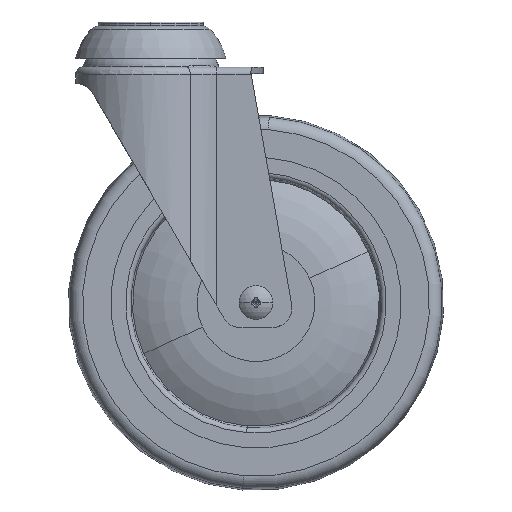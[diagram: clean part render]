
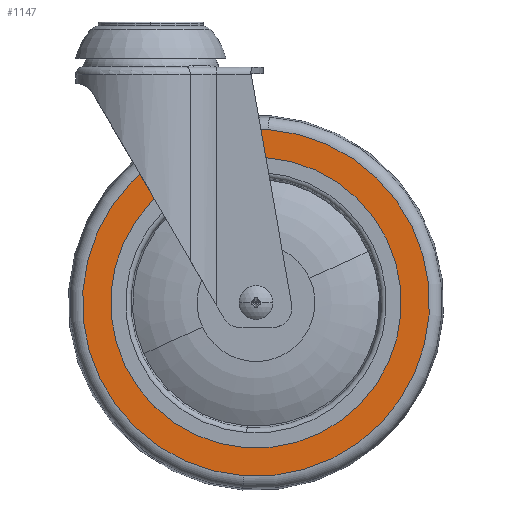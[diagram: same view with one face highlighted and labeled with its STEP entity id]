
A CAD part, top view. The second image highlights one B-rep face of the part: STEP entity #1147.
In plain terms, the highlighted planar face has unit normal (0, 0, 1).
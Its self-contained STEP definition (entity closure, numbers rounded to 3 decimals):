
#340 = ORIENTED_EDGE ( 'NONE', *, *, #3096, .T. ) ;
#426 = EDGE_CURVE ( 'NONE', #916, #6303, #6346, .T. ) ;
#606 = CARTESIAN_POINT ( 'NONE',  ( 42., -112., 15. ) ) ;
#659 = AXIS2_PLACEMENT_3D ( 'NONE', #3777, #10172, #6584 ) ;
#916 = VERTEX_POINT ( 'NONE', #4092 ) ;
#1025 = AXIS2_PLACEMENT_3D ( 'NONE', #2158, #1061, #10400 ) ;
#1061 = DIRECTION ( 'NONE',  ( 0., 0., -1. ) ) ;
#1072 = ORIENTED_EDGE ( 'NONE', *, *, #6141, .T. ) ;
#1147 = ADVANCED_FACE ( 'NONE', ( #3655, #7048 ), #4877, .F. ) ;
#1619 = DIRECTION ( 'NONE',  ( 0.071, 0.997, 0. ) ) ;
#1865 = EDGE_LOOP ( 'NONE', ( #8825, #1072 ) ) ;
#2158 = CARTESIAN_POINT ( 'NONE',  ( 79.406, -114.659, 15. ) ) ;
#2851 = VERTEX_POINT ( 'NONE', #3418 ) ;
#3096 = EDGE_CURVE ( 'NONE', #2851, #7957, #9171, .T. ) ;
#3397 = DIRECTION ( 'NONE',  ( 0., 0., 1. ) ) ;
#3418 = CARTESIAN_POINT ( 'NONE',  ( 46.113, -54.146, 15. ) ) ;
#3655 = FACE_OUTER_BOUND ( 'NONE', #1865, .T. ) ;
#3702 = AXIS2_PLACEMENT_3D ( 'NONE', #5621, #3397, #5115 ) ;
#3753 = DIRECTION ( 'NONE',  ( 0.071, 0.997, 0. ) ) ;
#3777 = CARTESIAN_POINT ( 'NONE',  ( 42., -112., 15. ) ) ;
#4003 = AXIS2_PLACEMENT_3D ( 'NONE', #9371, #11200, #3753 ) ;
#4092 = CARTESIAN_POINT ( 'NONE',  ( 46.911, -42.924, 15. ) ) ;
#4700 = EDGE_CURVE ( 'NONE', #7957, #2851, #9705, .T. ) ;
#4775 = AXIS2_PLACEMENT_3D ( 'NONE', #606, #5227, #1619 ) ;
#4877 = PLANE ( 'NONE',  #1025 ) ;
#5115 = DIRECTION ( 'NONE',  ( 0.071, 0.997, 0. ) ) ;
#5227 = DIRECTION ( 'NONE',  ( 0., 0., -1. ) ) ;
#5621 = CARTESIAN_POINT ( 'NONE',  ( 42., -112., 15. ) ) ;
#6141 = EDGE_CURVE ( 'NONE', #6303, #916, #8789, .T. ) ;
#6303 = VERTEX_POINT ( 'NONE', #8934 ) ;
#6346 = CIRCLE ( 'NONE', #659, 69.25 ) ;
#6419 = EDGE_LOOP ( 'NONE', ( #340, #7862 ) ) ;
#6422 = CARTESIAN_POINT ( 'NONE',  ( 37.887, -169.854, 15. ) ) ;
#6584 = DIRECTION ( 'NONE',  ( 0.071, 0.997, 0. ) ) ;
#7048 = FACE_BOUND ( 'NONE', #6419, .T. ) ;
#7862 = ORIENTED_EDGE ( 'NONE', *, *, #4700, .T. ) ;
#7957 = VERTEX_POINT ( 'NONE', #6422 ) ;
#8789 = CIRCLE ( 'NONE', #3702, 69.25 ) ;
#8825 = ORIENTED_EDGE ( 'NONE', *, *, #426, .T. ) ;
#8934 = CARTESIAN_POINT ( 'NONE',  ( 37.089, -181.076, 15. ) ) ;
#9171 = CIRCLE ( 'NONE', #4003, 58. ) ;
#9371 = CARTESIAN_POINT ( 'NONE',  ( 42., -112., 15. ) ) ;
#9705 = CIRCLE ( 'NONE', #4775, 58. ) ;
#10172 = DIRECTION ( 'NONE',  ( 0., 0., 1. ) ) ;
#10400 = DIRECTION ( 'NONE',  ( 0.071, 0.997, 0. ) ) ;
#11200 = DIRECTION ( 'NONE',  ( 0., 0., -1. ) ) ;
